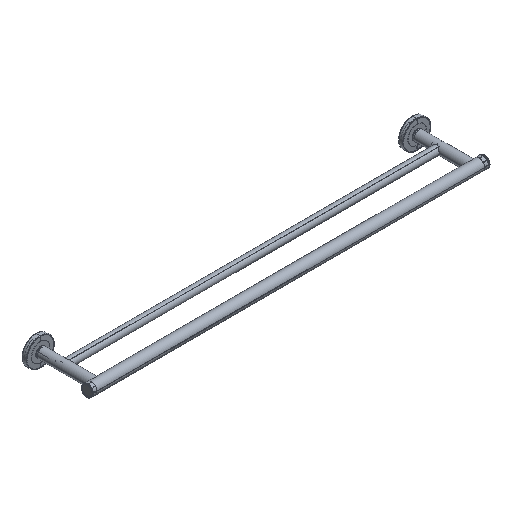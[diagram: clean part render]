
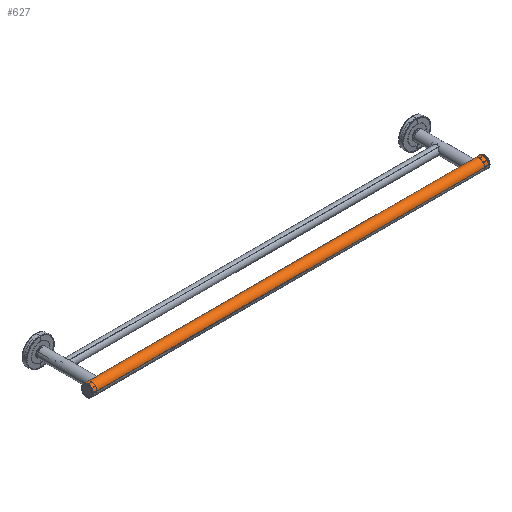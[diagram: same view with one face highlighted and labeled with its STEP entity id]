
A CAD part, isometric view. The second image highlights one B-rep face of the part: STEP entity #627.
In plain terms, the highlighted cylindrical face has radius 11 mm (diameter 22 mm), a partial arc.
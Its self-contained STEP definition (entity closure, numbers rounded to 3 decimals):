
#627=ADVANCED_FACE('',(#1303),#10331,.T.);
#1303=FACE_OUTER_BOUND('',#2023,.T.);
#2023=EDGE_LOOP('',(#4676,#4677,#4678,#4679,#4680,#4681,#4682,#4683));
#4676=ORIENTED_EDGE('',*,*,#6807,.T.);
#4677=ORIENTED_EDGE('',*,*,#6808,.T.);
#4678=ORIENTED_EDGE('',*,*,#6809,.T.);
#4679=ORIENTED_EDGE('',*,*,#6810,.T.);
#4680=ORIENTED_EDGE('',*,*,#6811,.T.);
#4681=ORIENTED_EDGE('',*,*,#6812,.T.);
#4682=ORIENTED_EDGE('',*,*,#6813,.T.);
#4683=ORIENTED_EDGE('',*,*,#6814,.T.);
#6807=EDGE_CURVE('',#9706,#9707,#8679,.T.);
#6808=EDGE_CURVE('',#9707,#9703,#7891,.T.);
#6809=EDGE_CURVE('',#9703,#9702,#7892,.T.);
#6810=EDGE_CURVE('',#9702,#9699,#7893,.T.);
#6811=EDGE_CURVE('',#9699,#9698,#7894,.T.);
#6812=EDGE_CURVE('',#9698,#9708,#7895,.T.);
#6813=EDGE_CURVE('',#9708,#9709,#8680,.T.);
#6814=EDGE_CURVE('',#9709,#9706,#7896,.T.);
#7891=B_SPLINE_CURVE_WITH_KNOTS('',1,(#28688,#28689),.UNSPECIFIED.,.F.,
 .F.,(2,2),(0.,17.375),.UNSPECIFIED.);
#7892=B_SPLINE_CURVE_WITH_KNOTS('',3,(#28690,#28691,#28692,#28693,#28694,
#28695,#28696,#28697,#28698,#28699,#28700,#28701,#28702,#28703,#28704,#28705,
#28706,#28707,#28708,#28709,#28710,#28711,#28712,#28713,#28714,#28715,#28716,
#28717,#28718,#28719),.UNSPECIFIED.,.F.,.F.,(4,2,2,2,2,2,2,2,2,2,2,2,2,
2,4),(0.,0.519,1.038,1.556,2.075,
2.594,3.113,3.632,4.15,5.188,
5.707,6.226,6.744,7.263,8.301),
 .UNSPECIFIED.);
#7893=B_SPLINE_CURVE_WITH_KNOTS('',1,(#28720,#28721),.UNSPECIFIED.,.F.,
 .F.,(2,2),(0.,738.75),.UNSPECIFIED.);
#7894=B_SPLINE_CURVE_WITH_KNOTS('',3,(#28722,#28723,#28724,#28725,#28726,
#28727,#28728,#28729,#28730,#28731,#28732,#28733,#28734,#28735,#28736,#28737,
#28738,#28739,#28740,#28741,#28742,#28743,#28744,#28745,#28746,#28747,#28748,
#28749,#28750,#28751),.UNSPECIFIED.,.F.,.F.,(4,2,2,2,2,2,2,2,2,2,2,2,2,
2,4),(0.,0.519,1.038,1.556,2.075,
2.594,3.113,3.632,4.15,5.188,
5.707,6.226,6.744,7.263,8.301),
 .UNSPECIFIED.);
#7895=B_SPLINE_CURVE_WITH_KNOTS('',1,(#28752,#28753),.UNSPECIFIED.,.F.,
 .F.,(2,2),(0.,17.375),.UNSPECIFIED.);
#7896=B_SPLINE_CURVE_WITH_KNOTS('',1,(#28759,#28760),.UNSPECIFIED.,.F.,
 .F.,(2,2),(0.,784.),.UNSPECIFIED.);
#8679=(
BOUNDED_CURVE()
B_SPLINE_CURVE(2,(#28683,#28684,#28685,#28686,#28687),.UNSPECIFIED.,.F.,
 .F.)
B_SPLINE_CURVE_WITH_KNOTS((3,2,3),(0.,17.279,34.558),
 .UNSPECIFIED.)
CURVE()
GEOMETRIC_REPRESENTATION_ITEM()
RATIONAL_B_SPLINE_CURVE((1.,0.707,1.,0.707,1.))
REPRESENTATION_ITEM('')
);
#8680=(
BOUNDED_CURVE()
B_SPLINE_CURVE(2,(#28754,#28755,#28756,#28757,#28758),.UNSPECIFIED.,.F.,
 .F.)
B_SPLINE_CURVE_WITH_KNOTS((3,2,3),(0.,17.279,34.558),
 .UNSPECIFIED.)
CURVE()
GEOMETRIC_REPRESENTATION_ITEM()
RATIONAL_B_SPLINE_CURVE((1.,0.707,1.,0.707,1.))
REPRESENTATION_ITEM('')
);
#9698=VERTEX_POINT('',#28567);
#9699=VERTEX_POINT('',#28568);
#9702=VERTEX_POINT('',#28571);
#9703=VERTEX_POINT('',#28572);
#9706=VERTEX_POINT('',#28575);
#9707=VERTEX_POINT('',#28576);
#9708=VERTEX_POINT('',#28577);
#9709=VERTEX_POINT('',#28578);
#10331=CYLINDRICAL_SURFACE('',#11013,11.);
#11013=AXIS2_PLACEMENT_3D('',#28516,#11455,$);
#11455=DIRECTION('',(-1.,0.,0.));
#28516=CARTESIAN_POINT('',(0.,-121.5,0.));
#28567=CARTESIAN_POINT('',(-374.625,-110.5,0.));
#28568=CARTESIAN_POINT('',(-369.375,-110.5,0.));
#28571=CARTESIAN_POINT('',(369.375,-110.5,0.));
#28572=CARTESIAN_POINT('',(374.625,-110.5,0.));
#28575=CARTESIAN_POINT('',(392.,-132.5,0.));
#28576=CARTESIAN_POINT('',(392.,-110.5,0.));
#28577=CARTESIAN_POINT('',(-392.,-110.5,0.));
#28578=CARTESIAN_POINT('',(-392.,-132.5,0.));
#28683=CARTESIAN_POINT('',(392.,-132.5,0.));
#28684=CARTESIAN_POINT('',(392.,-132.5,11.));
#28685=CARTESIAN_POINT('',(392.,-121.5,11.));
#28686=CARTESIAN_POINT('',(392.,-110.5,11.));
#28687=CARTESIAN_POINT('',(392.,-110.5,0.));
#28688=CARTESIAN_POINT('',(392.,-110.5,0.));
#28689=CARTESIAN_POINT('',(374.625,-110.5,0.));
#28690=CARTESIAN_POINT('',(374.625,-110.5,0.));
#28691=CARTESIAN_POINT('',(374.625,-110.5,0.174));
#28692=CARTESIAN_POINT('',(374.608,-110.504,0.346));
#28693=CARTESIAN_POINT('',(374.54,-110.52,0.684));
#28694=CARTESIAN_POINT('',(374.489,-110.532,0.851));
#28695=CARTESIAN_POINT('',(374.358,-110.561,1.167));
#28696=CARTESIAN_POINT('',(374.277,-110.578,1.318));
#28697=CARTESIAN_POINT('',(374.085,-110.617,1.604));
#28698=CARTESIAN_POINT('',(373.976,-110.637,1.737));
#28699=CARTESIAN_POINT('',(373.735,-110.679,1.978));
#28700=CARTESIAN_POINT('',(373.601,-110.699,2.087));
#28701=CARTESIAN_POINT('',(373.315,-110.738,2.278));
#28702=CARTESIAN_POINT('',(373.164,-110.756,2.359));
#28703=CARTESIAN_POINT('',(372.847,-110.785,2.49));
#28704=CARTESIAN_POINT('',(372.68,-110.798,2.541));
#28705=CARTESIAN_POINT('',(372.343,-110.814,2.608));
#28706=CARTESIAN_POINT('',(372.172,-110.818,2.625));
#28707=CARTESIAN_POINT('',(371.653,-110.818,2.625));
#28708=CARTESIAN_POINT('',(371.311,-110.8,2.556));
#28709=CARTESIAN_POINT('',(370.832,-110.755,2.357));
#28710=CARTESIAN_POINT('',(370.682,-110.738,2.277));
#28711=CARTESIAN_POINT('',(370.398,-110.699,2.087));
#28712=CARTESIAN_POINT('',(370.264,-110.678,1.976));
#28713=CARTESIAN_POINT('',(370.022,-110.637,1.734));
#28714=CARTESIAN_POINT('',(369.914,-110.616,1.603));
#28715=CARTESIAN_POINT('',(369.723,-110.578,1.318));
#28716=CARTESIAN_POINT('',(369.641,-110.561,1.164));
#28717=CARTESIAN_POINT('',(369.444,-110.517,0.69));
#28718=CARTESIAN_POINT('',(369.375,-110.5,0.343));
#28719=CARTESIAN_POINT('',(369.375,-110.5,0.));
#28720=CARTESIAN_POINT('',(369.375,-110.5,0.));
#28721=CARTESIAN_POINT('',(-369.375,-110.5,0.));
#28722=CARTESIAN_POINT('',(-369.375,-110.5,0.));
#28723=CARTESIAN_POINT('',(-369.375,-110.5,0.174));
#28724=CARTESIAN_POINT('',(-369.392,-110.504,0.346));
#28725=CARTESIAN_POINT('',(-369.46,-110.52,0.684));
#28726=CARTESIAN_POINT('',(-369.511,-110.532,0.851));
#28727=CARTESIAN_POINT('',(-369.642,-110.561,1.167));
#28728=CARTESIAN_POINT('',(-369.723,-110.578,1.318));
#28729=CARTESIAN_POINT('',(-369.915,-110.617,1.604));
#28730=CARTESIAN_POINT('',(-370.024,-110.637,1.737));
#28731=CARTESIAN_POINT('',(-370.265,-110.679,1.978));
#28732=CARTESIAN_POINT('',(-370.399,-110.699,2.087));
#28733=CARTESIAN_POINT('',(-370.685,-110.738,2.278));
#28734=CARTESIAN_POINT('',(-370.836,-110.756,2.359));
#28735=CARTESIAN_POINT('',(-371.153,-110.785,2.49));
#28736=CARTESIAN_POINT('',(-371.32,-110.798,2.541));
#28737=CARTESIAN_POINT('',(-371.657,-110.814,2.608));
#28738=CARTESIAN_POINT('',(-371.828,-110.818,2.625));
#28739=CARTESIAN_POINT('',(-372.347,-110.818,2.625));
#28740=CARTESIAN_POINT('',(-372.689,-110.8,2.556));
#28741=CARTESIAN_POINT('',(-373.168,-110.755,2.357));
#28742=CARTESIAN_POINT('',(-373.318,-110.738,2.277));
#28743=CARTESIAN_POINT('',(-373.602,-110.699,2.087));
#28744=CARTESIAN_POINT('',(-373.736,-110.678,1.976));
#28745=CARTESIAN_POINT('',(-373.978,-110.637,1.734));
#28746=CARTESIAN_POINT('',(-374.086,-110.616,1.603));
#28747=CARTESIAN_POINT('',(-374.277,-110.578,1.318));
#28748=CARTESIAN_POINT('',(-374.359,-110.561,1.164));
#28749=CARTESIAN_POINT('',(-374.556,-110.517,0.69));
#28750=CARTESIAN_POINT('',(-374.625,-110.5,0.343));
#28751=CARTESIAN_POINT('',(-374.625,-110.5,0.));
#28752=CARTESIAN_POINT('',(-374.625,-110.5,0.));
#28753=CARTESIAN_POINT('',(-392.,-110.5,0.));
#28754=CARTESIAN_POINT('',(-392.,-110.5,0.));
#28755=CARTESIAN_POINT('',(-392.,-110.5,11.));
#28756=CARTESIAN_POINT('',(-392.,-121.5,11.));
#28757=CARTESIAN_POINT('',(-392.,-132.5,11.));
#28758=CARTESIAN_POINT('',(-392.,-132.5,0.));
#28759=CARTESIAN_POINT('',(-392.,-132.5,0.));
#28760=CARTESIAN_POINT('',(392.,-132.5,0.));
